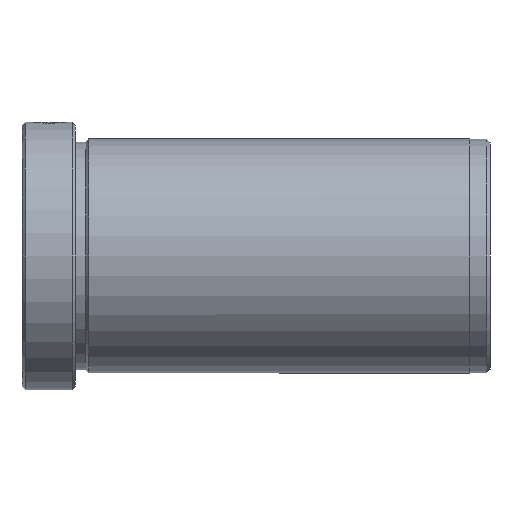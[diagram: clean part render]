
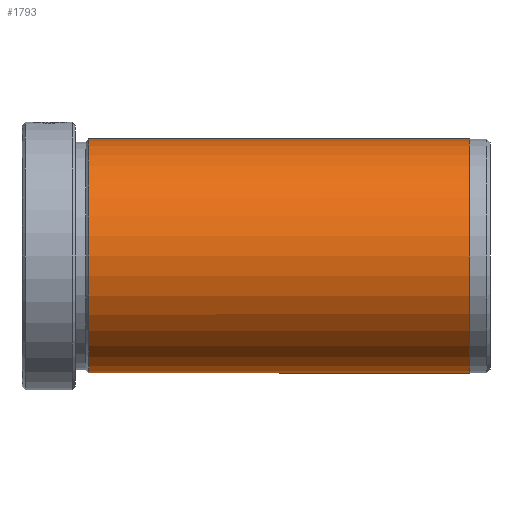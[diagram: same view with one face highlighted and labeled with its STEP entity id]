
A CAD part, left-side view. The second image highlights one B-rep face of the part: STEP entity #1793.
In plain terms, the highlighted cylindrical face has radius 17.5 mm (diameter 35 mm), a partial arc.
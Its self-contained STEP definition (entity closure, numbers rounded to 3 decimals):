
#121 = CIRCLE ( 'NONE', #822, 17.5 ) ;
#195 = DIRECTION ( 'NONE',  ( 0., 0., 1. ) ) ;
#235 = ORIENTED_EDGE ( 'NONE', *, *, #522, .F. ) ;
#237 = CARTESIAN_POINT ( 'NONE',  ( 0., 0., -17.5 ) ) ;
#269 = DIRECTION ( 'NONE',  ( 0., 1., 0. ) ) ;
#284 = CYLINDRICAL_SURFACE ( 'NONE', #1663, 17.5 ) ;
#318 = EDGE_CURVE ( 'NONE', #901, #632, #400, .T. ) ;
#329 = FACE_OUTER_BOUND ( 'NONE', #920, .T. ) ;
#340 = CARTESIAN_POINT ( 'NONE',  ( 0., -10., 0. ) ) ;
#400 = CIRCLE ( 'NONE', #828, 17.5 ) ;
#465 = LINE ( 'NONE', #1245, #1164 ) ;
#482 = DIRECTION ( 'NONE',  ( 0., 0., 1. ) ) ;
#522 = EDGE_CURVE ( 'NONE', #632, #1090, #932, .T. ) ;
#632 = VERTEX_POINT ( 'NONE', #1802 ) ;
#654 = CARTESIAN_POINT ( 'NONE',  ( 0., -67., 0. ) ) ;
#797 = DIRECTION ( 'NONE',  ( 0., 0., -1. ) ) ;
#822 = AXIS2_PLACEMENT_3D ( 'NONE', #340, #1321, #482 ) ;
#828 = AXIS2_PLACEMENT_3D ( 'NONE', #654, #1645, #797 ) ;
#886 = ORIENTED_EDGE ( 'NONE', *, *, #1175, .T. ) ;
#895 = EDGE_CURVE ( 'NONE', #1090, #981, #121, .T. ) ;
#901 = VERTEX_POINT ( 'NONE', #1171 ) ;
#920 = EDGE_LOOP ( 'NONE', ( #235, #957, #886, #1235 ) ) ;
#932 = LINE ( 'NONE', #237, #1637 ) ;
#941 = CARTESIAN_POINT ( 'NONE',  ( 0., -10., 17.5 ) ) ;
#957 = ORIENTED_EDGE ( 'NONE', *, *, #318, .F. ) ;
#981 = VERTEX_POINT ( 'NONE', #941 ) ;
#1037 = DIRECTION ( 'NONE',  ( 0., 1., 0. ) ) ;
#1090 = VERTEX_POINT ( 'NONE', #1371 ) ;
#1164 = VECTOR ( 'NONE', #269, 1000. ) ;
#1171 = CARTESIAN_POINT ( 'NONE',  ( 0., -67., 17.5 ) ) ;
#1175 = EDGE_CURVE ( 'NONE', #901, #981, #465, .T. ) ;
#1235 = ORIENTED_EDGE ( 'NONE', *, *, #895, .F. ) ;
#1245 = CARTESIAN_POINT ( 'NONE',  ( 0., 0., 17.5 ) ) ;
#1311 = CARTESIAN_POINT ( 'NONE',  ( 0., 0., 0. ) ) ;
#1321 = DIRECTION ( 'NONE',  ( 0., 1., 0. ) ) ;
#1371 = CARTESIAN_POINT ( 'NONE',  ( 0., -10., -17.5 ) ) ;
#1637 = VECTOR ( 'NONE', #1779, 1000. ) ;
#1645 = DIRECTION ( 'NONE',  ( 0., -1., 0. ) ) ;
#1663 = AXIS2_PLACEMENT_3D ( 'NONE', #1311, #1037, #195 ) ;
#1779 = DIRECTION ( 'NONE',  ( 0., 1., 0. ) ) ;
#1793 = ADVANCED_FACE ( 'NONE', ( #329 ), #284, .T. ) ;
#1802 = CARTESIAN_POINT ( 'NONE',  ( 0., -67., -17.5 ) ) ;
